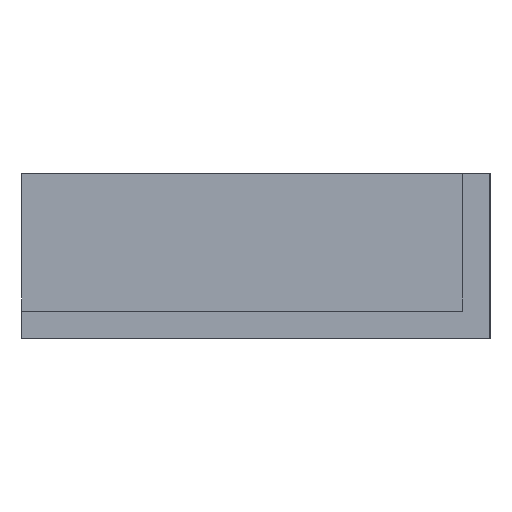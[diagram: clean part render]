
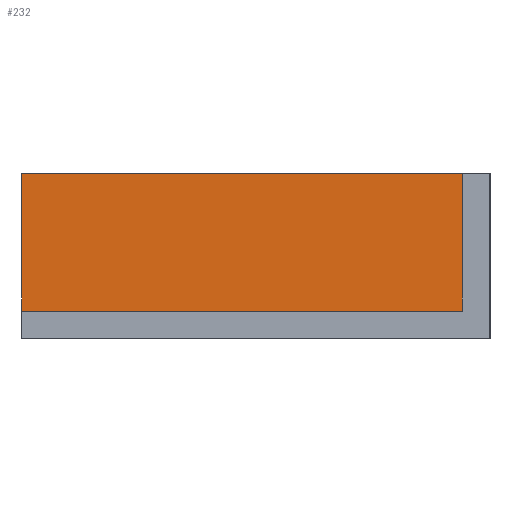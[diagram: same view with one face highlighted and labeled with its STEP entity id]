
A CAD part, left-side view. The second image highlights one B-rep face of the part: STEP entity #232.
In plain terms, the highlighted planar face has unit normal (-1, 0, 0).
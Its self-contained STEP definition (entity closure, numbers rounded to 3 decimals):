
#26=FACE_OUTER_BOUND('',#38,.T.);
#38=EDGE_LOOP('',(#205,#206,#207,#208));
#44=LINE('',#318,#74);
#63=LINE('',#355,#93);
#66=LINE('',#361,#96);
#68=LINE('',#364,#98);
#74=VECTOR('',#258,10.);
#93=VECTOR('',#289,10.);
#96=VECTOR('',#296,10.);
#98=VECTOR('',#300,10.);
#103=VERTEX_POINT('',#314);
#105=VERTEX_POINT('',#317);
#117=VERTEX_POINT('',#354);
#118=VERTEX_POINT('',#360);
#124=EDGE_CURVE('',#105,#103,#44,.T.);
#143=EDGE_CURVE('',#105,#117,#63,.T.);
#146=EDGE_CURVE('',#117,#118,#66,.T.);
#148=EDGE_CURVE('',#118,#103,#68,.T.);
#205=ORIENTED_EDGE('',*,*,#124,.T.);
#206=ORIENTED_EDGE('',*,*,#148,.F.);
#207=ORIENTED_EDGE('',*,*,#146,.F.);
#208=ORIENTED_EDGE('',*,*,#143,.F.);
#220=PLANE('',#246);
#232=ADVANCED_FACE('',(#26),#220,.T.);
#246=AXIS2_PLACEMENT_3D('',#365,#301,#302);
#258=DIRECTION('',(0.,0.,1.));
#289=DIRECTION('',(0.,1.,0.));
#296=DIRECTION('',(0.,0.,1.));
#300=DIRECTION('',(0.,-1.,0.));
#301=DIRECTION('center_axis',(-1.,0.,0.));
#302=DIRECTION('ref_axis',(0.,0.,1.));
#314=CARTESIAN_POINT('',(-17.75,-1.5,5.8));
#317=CARTESIAN_POINT('',(-17.75,-1.5,4.8));
#318=CARTESIAN_POINT('',(-17.75,-1.5,5.3));
#354=CARTESIAN_POINT('',(-17.75,1.7,4.8));
#355=CARTESIAN_POINT('',(-17.75,0.85,4.8));
#360=CARTESIAN_POINT('',(-17.75,1.7,5.8));
#361=CARTESIAN_POINT('',(-17.75,1.7,5.55));
#364=CARTESIAN_POINT('',(-17.75,-0.85,5.8));
#365=CARTESIAN_POINT('Origin',(-17.75,0.,5.3));
